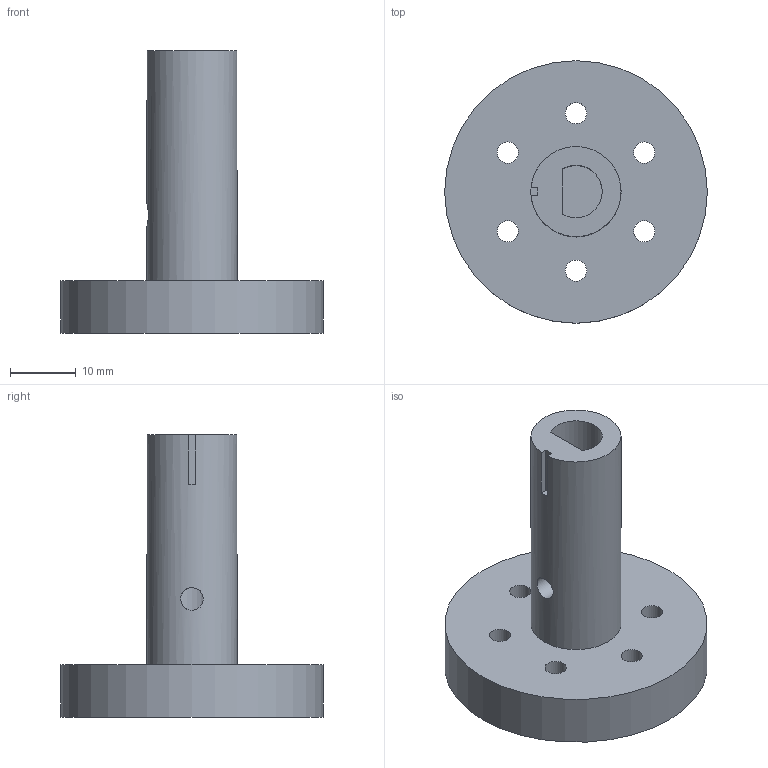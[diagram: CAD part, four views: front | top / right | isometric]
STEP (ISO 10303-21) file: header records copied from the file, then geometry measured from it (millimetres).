
FILE_DESCRIPTION(/* description */ (''),/* implementation_level */ '2;1');
FILE_NAME(/* name */ 'Eje_2_parametrizado_ipt_fe7e8ed8.STEP',/* time_stamp */ '2022-04-06T01:17:12-05:00',/* author */ ('Alcatraz'),/* organization */ (''),/* preprocessor_version */ 'ST-DEVELOPER v18.1',/* originating_system */ 'Autodesk Inventor 2021',/* authorisation */ '');
FILE_SCHEMA (('AUTOMOTIVE_DESIGN { 1 0 10303 214 3 1 1 }'));
Length unit declared in the file: millimetre
Products named in the file (1): Eje_2_parametrizado
Bounding box: 40 x 40 x 43 mm (x, y, z)
Volume: 12668.6 mm3; surface area: 6566.7 mm2
Topology: 1 solids, 1 shells, 31 faces, 81 edges, 59 vertices
Faces by surface type: cylinder 16, plane 15
Full cylindrical faces by diameter (mm): 3.242 x6, 3.459 x1, 7 x6, 13.736 x1, 40 x1
Entity records: 1102 total; most frequent: CARTESIAN_POINT 208, DIRECTION 190, ORIENTED_EDGE 162, EDGE_CURVE 81, AXIS2_PLACEMENT_3D 80, VERTEX_POINT 59, EDGE_LOOP 52, CIRCLE 48
